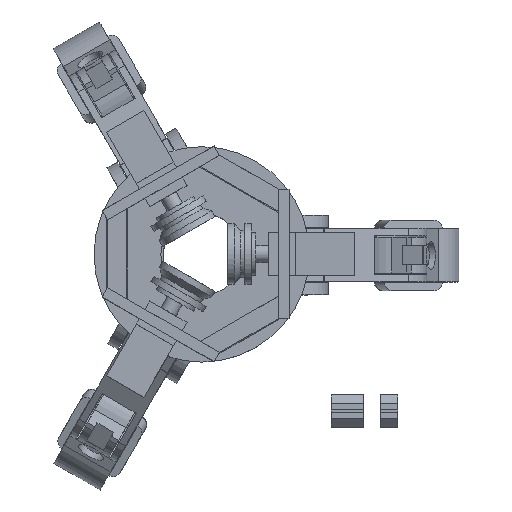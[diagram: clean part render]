
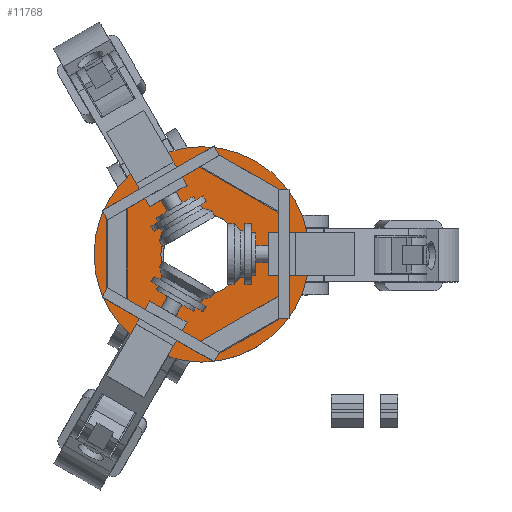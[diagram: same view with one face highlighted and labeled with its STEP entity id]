
A CAD part, top view. The second image highlights one B-rep face of the part: STEP entity #11768.
In plain terms, the highlighted planar face has unit normal (0, 0, 1).
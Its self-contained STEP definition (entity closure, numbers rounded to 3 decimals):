
#371=FACE_BOUND('',#2195,.T.);
#372=FACE_BOUND('',#2196,.T.);
#373=FACE_BOUND('',#2197,.T.);
#374=FACE_BOUND('',#2198,.T.);
#760=PLANE('',#12962);
#1366=FACE_OUTER_BOUND('',#2194,.T.);
#2194=EDGE_LOOP('',(#10614));
#2195=EDGE_LOOP('',(#10615,#10616,#10617,#10618));
#2196=EDGE_LOOP('',(#10619,#10620,#10621,#10622));
#2197=EDGE_LOOP('',(#10623,#10624,#10625,#10626));
#2198=EDGE_LOOP('',(#10627));
#3258=LINE('',#19502,#4376);
#3262=LINE('',#19510,#4380);
#3265=LINE('',#19516,#4383);
#3269=LINE('',#19523,#4387);
#3270=LINE('',#19527,#4388);
#3274=LINE('',#19535,#4392);
#3277=LINE('',#19541,#4395);
#3281=LINE('',#19548,#4399);
#3282=LINE('',#19552,#4400);
#3286=LINE('',#19560,#4404);
#3289=LINE('',#19566,#4407);
#3293=LINE('',#19573,#4411);
#4376=VECTOR('',#16015,10.);
#4380=VECTOR('',#16021,10.);
#4383=VECTOR('',#16026,10.);
#4387=VECTOR('',#16034,10.);
#4388=VECTOR('',#16037,10.);
#4392=VECTOR('',#16043,10.);
#4395=VECTOR('',#16048,10.);
#4399=VECTOR('',#16056,10.);
#4400=VECTOR('',#16059,10.);
#4404=VECTOR('',#16065,10.);
#4407=VECTOR('',#16070,10.);
#4411=VECTOR('',#16078,10.);
#4975=CIRCLE('',#12958,19.);
#4976=CIRCLE('',#12960,50.);
#5942=VERTEX_POINT('',#19500);
#5943=VERTEX_POINT('',#19501);
#5946=VERTEX_POINT('',#19509);
#5948=VERTEX_POINT('',#19515);
#5950=VERTEX_POINT('',#19525);
#5951=VERTEX_POINT('',#19526);
#5954=VERTEX_POINT('',#19534);
#5956=VERTEX_POINT('',#19540);
#5958=VERTEX_POINT('',#19550);
#5959=VERTEX_POINT('',#19551);
#5962=VERTEX_POINT('',#19559);
#5964=VERTEX_POINT('',#19565);
#5970=VERTEX_POINT('',#19586);
#5971=VERTEX_POINT('',#19590);
#7501=EDGE_CURVE('',#5942,#5943,#3258,.T.);
#7505=EDGE_CURVE('',#5943,#5946,#3262,.T.);
#7508=EDGE_CURVE('',#5946,#5948,#3265,.T.);
#7512=EDGE_CURVE('',#5948,#5942,#3269,.T.);
#7513=EDGE_CURVE('',#5950,#5951,#3270,.T.);
#7517=EDGE_CURVE('',#5951,#5954,#3274,.T.);
#7520=EDGE_CURVE('',#5954,#5956,#3277,.T.);
#7524=EDGE_CURVE('',#5956,#5950,#3281,.T.);
#7525=EDGE_CURVE('',#5958,#5959,#3282,.T.);
#7529=EDGE_CURVE('',#5959,#5962,#3286,.T.);
#7532=EDGE_CURVE('',#5962,#5964,#3289,.T.);
#7536=EDGE_CURVE('',#5964,#5958,#3293,.T.);
#7542=EDGE_CURVE('',#5970,#5970,#4975,.F.);
#7544=EDGE_CURVE('',#5971,#5971,#4976,.F.);
#10614=ORIENTED_EDGE('',*,*,#7544,.T.);
#10615=ORIENTED_EDGE('',*,*,#7508,.T.);
#10616=ORIENTED_EDGE('',*,*,#7512,.T.);
#10617=ORIENTED_EDGE('',*,*,#7501,.T.);
#10618=ORIENTED_EDGE('',*,*,#7505,.T.);
#10619=ORIENTED_EDGE('',*,*,#7520,.T.);
#10620=ORIENTED_EDGE('',*,*,#7524,.T.);
#10621=ORIENTED_EDGE('',*,*,#7513,.T.);
#10622=ORIENTED_EDGE('',*,*,#7517,.T.);
#10623=ORIENTED_EDGE('',*,*,#7532,.T.);
#10624=ORIENTED_EDGE('',*,*,#7536,.T.);
#10625=ORIENTED_EDGE('',*,*,#7525,.T.);
#10626=ORIENTED_EDGE('',*,*,#7529,.T.);
#10627=ORIENTED_EDGE('',*,*,#7542,.T.);
#11768=ADVANCED_FACE('',(#1366,#371,#372,#373,#374),#760,.T.);
#12958=AXIS2_PLACEMENT_3D('',#19587,#16094,#16095);
#12960=AXIS2_PLACEMENT_3D('',#19591,#16099,#16100);
#12962=AXIS2_PLACEMENT_3D('',#19595,#16104,#16105);
#16015=DIRECTION('',(0.,-1.,0.));
#16021=DIRECTION('',(-0.866,0.5,0.));
#16026=DIRECTION('',(0.866,0.5,0.));
#16034=DIRECTION('',(0.866,-0.5,0.));
#16037=DIRECTION('',(-0.866,0.5,0.));
#16043=DIRECTION('',(0.866,0.5,0.));
#16048=DIRECTION('',(0.,-1.,0.));
#16056=DIRECTION('',(-0.866,-0.5,0.));
#16059=DIRECTION('',(0.866,0.5,0.));
#16065=DIRECTION('',(0.,-1.,0.));
#16070=DIRECTION('',(-0.866,0.5,0.));
#16078=DIRECTION('',(0.,1.,0.));
#16094=DIRECTION('center_axis',(0.,0.,1.));
#16095=DIRECTION('ref_axis',(-1.,0.,0.));
#16099=DIRECTION('center_axis',(0.,0.,-1.));
#16100=DIRECTION('ref_axis',(-1.,0.,0.));
#16104=DIRECTION('center_axis',(0.,0.,1.));
#16105=DIRECTION('ref_axis',(-1.,0.,0.));
#19500=CARTESIAN_POINT('',(65.7,70.21,125.));
#19501=CARTESIAN_POINT('',(65.7,59.356,125.));
#19502=CARTESIAN_POINT('',(65.7,45.,125.));
#19509=CARTESIAN_POINT('',(28.913,80.595,125.));
#19510=CARTESIAN_POINT('',(47.307,69.976,125.));
#19515=CARTESIAN_POINT('',(38.313,86.022,125.));
#19516=CARTESIAN_POINT('',(16.48,73.417,125.));
#19523=CARTESIAN_POINT('',(52.007,78.116,125.));
#19525=CARTESIAN_POINT('',(38.313,-6.022,125.));
#19526=CARTESIAN_POINT('',(28.913,-0.595,125.));
#19527=CARTESIAN_POINT('',(16.48,6.583,125.));
#19534=CARTESIAN_POINT('',(65.7,20.644,125.));
#19535=CARTESIAN_POINT('',(47.307,10.024,125.));
#19540=CARTESIAN_POINT('',(65.7,9.79,125.));
#19541=CARTESIAN_POINT('',(65.7,35.,125.));
#19548=CARTESIAN_POINT('',(52.007,1.884,125.));
#19550=CARTESIAN_POINT('',(-14.013,55.812,125.));
#19551=CARTESIAN_POINT('',(-4.613,61.239,125.));
#19552=CARTESIAN_POINT('',(7.82,68.417,125.));
#19559=CARTESIAN_POINT('',(-4.613,18.761,125.));
#19560=CARTESIAN_POINT('',(-4.613,40.,125.));
#19565=CARTESIAN_POINT('',(-14.013,24.188,125.));
#19566=CARTESIAN_POINT('',(7.82,11.583,125.));
#19573=CARTESIAN_POINT('',(-14.013,40.,125.));
#19586=CARTESIAN_POINT('',(49.,40.,125.));
#19587=CARTESIAN_POINT('Origin',(30.,40.,125.));
#19590=CARTESIAN_POINT('',(80.,40.,125.));
#19591=CARTESIAN_POINT('Origin',(30.,40.,125.));
#19595=CARTESIAN_POINT('Origin',(30.,40.,125.));
